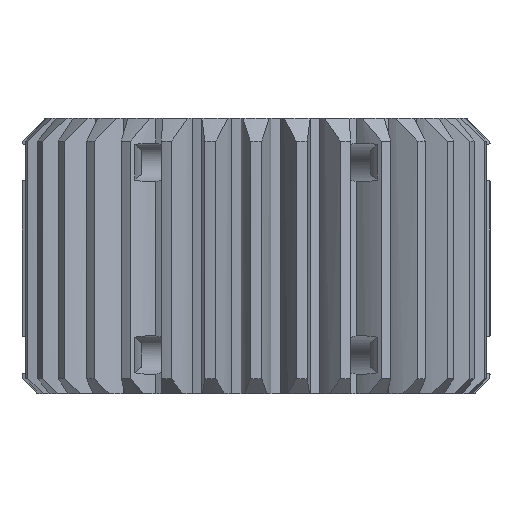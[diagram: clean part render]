
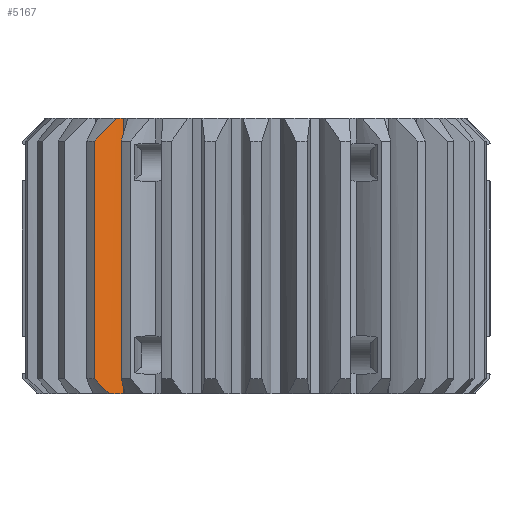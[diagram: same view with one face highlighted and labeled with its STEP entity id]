
A CAD part, left-side view. The second image highlights one B-rep face of the part: STEP entity #5167.
In plain terms, the highlighted cylindrical face has radius 10.271 mm (diameter 20.542 mm), a partial arc.
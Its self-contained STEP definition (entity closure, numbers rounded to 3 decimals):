
#251=CIRCLE('',#5647,10.271);
#252=CIRCLE('',#5648,10.271);
#592=FACE_OUTER_BOUND('',#856,.T.);
#856=EDGE_LOOP('',(#3964,#3965,#3966,#3967,#3968,#3969));
#1198=B_SPLINE_CURVE_WITH_KNOTS('',3,(#9533,#9534,#9535,#9536),
 .UNSPECIFIED.,.F.,.F.,(4,4),(1.453,1.604),
 .UNSPECIFIED.);
#1252=B_SPLINE_CURVE_WITH_KNOTS('',3,(#9948,#9949,#9950,#9951),
 .UNSPECIFIED.,.F.,.F.,(4,4),(4.691,4.92),
 .UNSPECIFIED.);
#1367=LINE('',#10028,#1579);
#1369=LINE('',#10034,#1581);
#1579=VECTOR('',#6720,10.);
#1581=VECTOR('',#6726,10.);
#2028=VERTEX_POINT('',#9531);
#2029=VERTEX_POINT('',#9532);
#2136=VERTEX_POINT('',#9946);
#2137=VERTEX_POINT('',#9947);
#2156=VERTEX_POINT('',#10031);
#2157=VERTEX_POINT('',#10033);
#2701=EDGE_CURVE('',#2028,#2029,#1198,.T.);
#2815=EDGE_CURVE('',#2136,#2137,#1252,.T.);
#2844=EDGE_CURVE('',#2029,#2136,#1367,.T.);
#2846=EDGE_CURVE('',#2156,#2028,#251,.T.);
#2847=EDGE_CURVE('',#2156,#2157,#1369,.T.);
#2848=EDGE_CURVE('',#2137,#2157,#252,.T.);
#3964=ORIENTED_EDGE('',*,*,#2701,.F.);
#3965=ORIENTED_EDGE('',*,*,#2846,.F.);
#3966=ORIENTED_EDGE('',*,*,#2847,.T.);
#3967=ORIENTED_EDGE('',*,*,#2848,.F.);
#3968=ORIENTED_EDGE('',*,*,#2815,.F.);
#3969=ORIENTED_EDGE('',*,*,#2844,.F.);
#4906=CYLINDRICAL_SURFACE('',#5646,10.271);
#5167=ADVANCED_FACE('',(#592),#4906,.T.);
#5646=AXIS2_PLACEMENT_3D('',#10030,#6722,#6723);
#5647=AXIS2_PLACEMENT_3D('',#10032,#6724,#6725);
#5648=AXIS2_PLACEMENT_3D('',#10035,#6727,#6728);
#6720=DIRECTION('',(0.,0.,1.));
#6722=DIRECTION('center_axis',(0.,0.,1.));
#6723=DIRECTION('ref_axis',(-0.816,-0.579,0.));
#6724=DIRECTION('center_axis',(0.,0.,-1.));
#6725=DIRECTION('ref_axis',(-0.816,-0.579,0.));
#6726=DIRECTION('',(0.,0.,1.));
#6727=DIRECTION('center_axis',(0.,0.,1.));
#6728=DIRECTION('ref_axis',(-0.816,-0.579,0.));
#9531=CARTESIAN_POINT('',(-11.816,10.673,0.));
#9532=CARTESIAN_POINT('',(-12.312,11.722,1.077));
#9533=CARTESIAN_POINT('Ctrl Pts',(-11.816,10.673,0.));
#9534=CARTESIAN_POINT('Ctrl Pts',(-12.,11.01,0.362));
#9535=CARTESIAN_POINT('Ctrl Pts',(-12.166,11.361,0.722));
#9536=CARTESIAN_POINT('Ctrl Pts',(-12.312,11.722,1.077));
#9946=CARTESIAN_POINT('',(-12.312,11.722,18.352));
#9947=CARTESIAN_POINT('',(-11.515,10.154,20.));
#9948=CARTESIAN_POINT('Ctrl Pts',(-12.312,11.722,18.352));
#9949=CARTESIAN_POINT('Ctrl Pts',(-12.089,11.171,18.894));
#9950=CARTESIAN_POINT('Ctrl Pts',(-11.821,10.646,19.445));
#9951=CARTESIAN_POINT('Ctrl Pts',(-11.515,10.154,20.));
#10028=CARTESIAN_POINT('',(-12.312,11.722,0.));
#10030=CARTESIAN_POINT('Origin',(-2.793,15.578,0.));
#10031=CARTESIAN_POINT('',(-11.169,9.634,0.));
#10032=CARTESIAN_POINT('Origin',(-2.793,15.578,0.));
#10033=CARTESIAN_POINT('',(-11.169,9.634,20.));
#10034=CARTESIAN_POINT('',(-11.169,9.634,0.));
#10035=CARTESIAN_POINT('Origin',(-2.793,15.578,20.));
